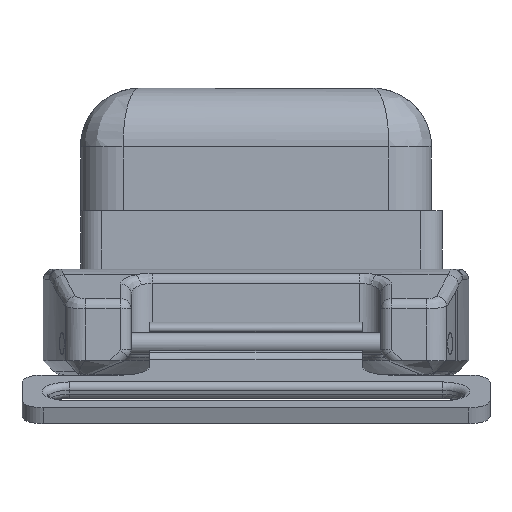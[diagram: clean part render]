
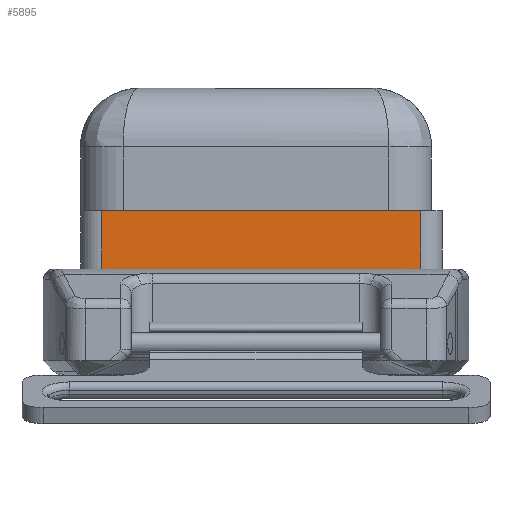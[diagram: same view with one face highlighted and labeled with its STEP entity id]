
A CAD part, front view. The second image highlights one B-rep face of the part: STEP entity #5895.
In plain terms, the highlighted planar face has unit normal (0, -1, 0).
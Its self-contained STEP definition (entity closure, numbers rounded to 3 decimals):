
#394=PLANE('',#6317);
#549=FACE_OUTER_BOUND('',#929,.T.);
#929=EDGE_LOOP('',(#4017,#4018,#4019,#4020));
#1320=LINE('',#8466,#1784);
#1338=LINE('',#8550,#1802);
#1342=LINE('',#8558,#1806);
#1343=LINE('',#8559,#1807);
#1784=VECTOR('',#6863,10.);
#1802=VECTOR('',#6955,10.);
#1806=VECTOR('',#6961,10.);
#1807=VECTOR('',#6962,10.);
#2483=VERTEX_POINT('',#8463);
#2484=VERTEX_POINT('',#8465);
#2513=VERTEX_POINT('',#8548);
#2516=VERTEX_POINT('',#8557);
#3042=EDGE_CURVE('',#2483,#2484,#1320,.T.);
#3082=EDGE_CURVE('',#2513,#2483,#1338,.T.);
#3086=EDGE_CURVE('',#2513,#2516,#1342,.T.);
#3087=EDGE_CURVE('',#2484,#2516,#1343,.T.);
#4017=ORIENTED_EDGE('',*,*,#3082,.F.);
#4018=ORIENTED_EDGE('',*,*,#3086,.T.);
#4019=ORIENTED_EDGE('',*,*,#3087,.F.);
#4020=ORIENTED_EDGE('',*,*,#3042,.F.);
#5895=ADVANCED_FACE('',(#549),#394,.T.);
#6317=AXIS2_PLACEMENT_3D('',#8556,#6959,#6960);
#6863=DIRECTION('',(1.,0.,0.));
#6955=DIRECTION('',(0.,0.,1.));
#6959=DIRECTION('center_axis',(0.,-1.,0.));
#6960=DIRECTION('ref_axis',(0.,0.,-1.));
#6961=DIRECTION('',(1.,0.,0.));
#6962=DIRECTION('',(0.,0.,-1.));
#8463=CARTESIAN_POINT('',(-14.5,0.5,2.5));
#8465=CARTESIAN_POINT('',(15.5,0.5,2.5));
#8466=CARTESIAN_POINT('',(-16.5,0.5,2.5));
#8548=CARTESIAN_POINT('',(-14.5,0.5,-3.));
#8550=CARTESIAN_POINT('',(-14.5,0.5,1.125));
#8556=CARTESIAN_POINT('Origin',(-16.5,0.5,2.5));
#8557=CARTESIAN_POINT('',(15.5,0.5,-3.));
#8558=CARTESIAN_POINT('',(-16.5,0.5,-3.));
#8559=CARTESIAN_POINT('',(15.5,0.5,1.125));
